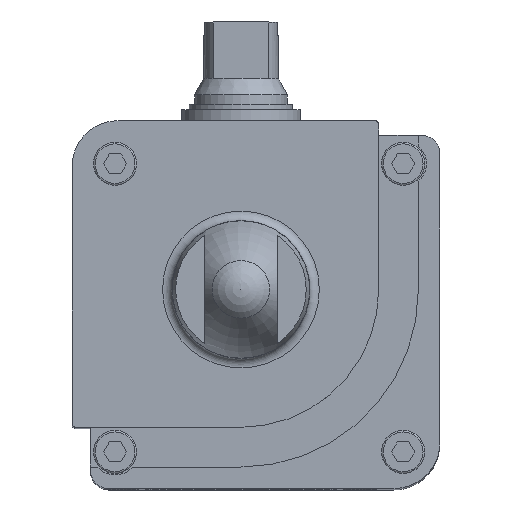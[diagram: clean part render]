
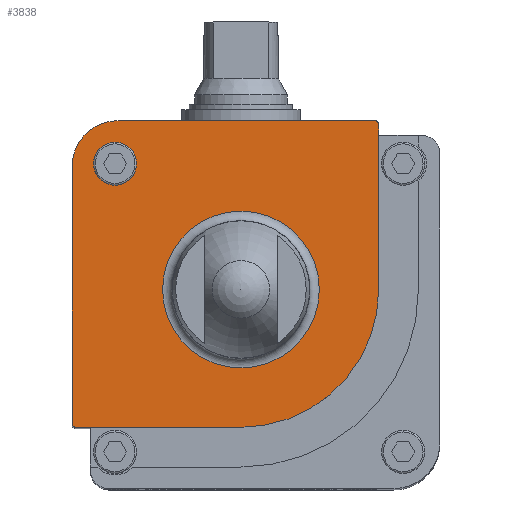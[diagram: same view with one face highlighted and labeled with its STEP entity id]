
A CAD part, top view. The second image highlights one B-rep face of the part: STEP entity #3838.
In plain terms, the highlighted planar face has unit normal (0, 0, 1).
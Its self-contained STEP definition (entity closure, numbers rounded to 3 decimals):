
#133=PLANE('',#4171);
#310=LINE('',#5959,#638);
#316=LINE('',#5974,#644);
#322=LINE('',#6016,#650);
#328=LINE('',#6039,#656);
#329=LINE('',#6046,#657);
#330=LINE('',#6050,#658);
#638=VECTOR('',#4664,1000.);
#644=VECTOR('',#4678,1000.);
#650=VECTOR('',#4724,1000.);
#656=VECTOR('',#4746,1000.);
#657=VECTOR('',#4757,1000.);
#658=VECTOR('',#4760,1000.);
#1085=ORIENTED_EDGE('',*,*,#2060,.T.);
#1086=ORIENTED_EDGE('',*,*,#2061,.F.);
#1087=ORIENTED_EDGE('',*,*,#2062,.T.);
#1088=ORIENTED_EDGE('',*,*,#2063,.F.);
#1089=ORIENTED_EDGE('',*,*,#2045,.T.);
#1090=ORIENTED_EDGE('',*,*,#2050,.T.);
#1091=ORIENTED_EDGE('',*,*,#2057,.T.);
#1092=ORIENTED_EDGE('',*,*,#2059,.T.);
#1093=ORIENTED_EDGE('',*,*,#2016,.T.);
#1094=ORIENTED_EDGE('',*,*,#2020,.T.);
#1095=ORIENTED_EDGE('',*,*,#2024,.T.);
#1096=ORIENTED_EDGE('',*,*,#2064,.T.);
#2016=EDGE_CURVE('',#2513,#2512,#310,.T.);
#2020=EDGE_CURVE('',#2512,#2515,#2853,.T.);
#2024=EDGE_CURVE('',#2515,#2517,#316,.T.);
#2045=EDGE_CURVE('',#2534,#2533,#322,.T.);
#2050=EDGE_CURVE('',#2533,#2536,#2870,.T.);
#2057=EDGE_CURVE('',#2536,#2542,#328,.T.);
#2059=EDGE_CURVE('',#2542,#2513,#2876,.T.);
#2060=EDGE_CURVE('',#2543,#2543,#2877,.T.);
#2061=EDGE_CURVE('',#2544,#2517,#329,.T.);
#2062=EDGE_CURVE('',#2544,#2545,#2878,.T.);
#2063=EDGE_CURVE('',#2534,#2545,#330,.T.);
#2064=EDGE_CURVE('',#2546,#2546,#2879,.T.);
#2512=VERTEX_POINT('',#5958);
#2513=VERTEX_POINT('',#5960);
#2515=VERTEX_POINT('',#5966);
#2517=VERTEX_POINT('',#5973);
#2533=VERTEX_POINT('',#6015);
#2534=VERTEX_POINT('',#6017);
#2536=VERTEX_POINT('',#6024);
#2542=VERTEX_POINT('',#6038);
#2543=VERTEX_POINT('',#6045);
#2544=VERTEX_POINT('',#6047);
#2545=VERTEX_POINT('',#6049);
#2546=VERTEX_POINT('',#6052);
#2853=CIRCLE('',#4138,1.2);
#2870=CIRCLE('',#4162,1.2);
#2876=CIRCLE('',#4170,13.888);
#2877=CIRCLE('',#4172,6.5);
#2878=CIRCLE('',#4173,41.6);
#2879=CIRCLE('',#4174,23.671);
#3052=EDGE_LOOP('',(#1085));
#3053=EDGE_LOOP('',(#1086,#1087,#1088,#1089,#1090,#1091,#1092,#1093,#1094,
#1095));
#3054=EDGE_LOOP('',(#1096));
#3420=FACE_BOUND('',#3052,.T.);
#3421=FACE_BOUND('',#3053,.T.);
#3422=FACE_BOUND('',#3054,.T.);
#3838=ADVANCED_FACE('',(#3420,#3421,#3422),#133,.T.);
#4138=AXIS2_PLACEMENT_3D('',#5967,#4671,#4672);
#4162=AXIS2_PLACEMENT_3D('',#6025,#4732,#4733);
#4170=AXIS2_PLACEMENT_3D('',#6042,#4751,#4752);
#4171=AXIS2_PLACEMENT_3D('',#6043,#4753,#4754);
#4172=AXIS2_PLACEMENT_3D('',#6044,#4755,#4756);
#4173=AXIS2_PLACEMENT_3D('',#6048,#4758,#4759);
#4174=AXIS2_PLACEMENT_3D('',#6051,#4761,#4762);
#4664=DIRECTION('',(0.,-1.,0.));
#4671=DIRECTION('',(0.,0.,1.));
#4672=DIRECTION('',(1.,0.,0.));
#4678=DIRECTION('',(1.,0.,0.));
#4724=DIRECTION('',(0.,1.,0.));
#4732=DIRECTION('',(0.,0.,1.));
#4733=DIRECTION('',(1.,0.,0.));
#4746=DIRECTION('',(-1.,0.,0.));
#4751=DIRECTION('',(0.,0.,1.));
#4752=DIRECTION('',(1.,0.,0.));
#4753=DIRECTION('',(0.,0.,1.));
#4754=DIRECTION('',(1.,0.,0.));
#4755=DIRECTION('',(0.,0.,-1.));
#4756=DIRECTION('',(-1.,0.,0.));
#4757=DIRECTION('',(-1.,0.,0.));
#4758=DIRECTION('',(0.,0.,1.));
#4759=DIRECTION('',(1.,0.,0.));
#4760=DIRECTION('',(0.,-1.,0.));
#4761=DIRECTION('',(0.,0.,-1.));
#4762=DIRECTION('',(-1.,0.,0.));
#5958=CARTESIAN_POINT('',(-51.,-40.38,123.95));
#5959=CARTESIAN_POINT('',(-51.,37.112,123.95));
#5960=CARTESIAN_POINT('',(-51.,37.112,123.95));
#5966=CARTESIAN_POINT('',(-49.8,-41.58,123.95));
#5967=CARTESIAN_POINT('',(-49.8,-40.38,123.95));
#5973=CARTESIAN_POINT('',(-45.45,-41.58,123.95));
#5974=CARTESIAN_POINT('',(-49.8,-41.58,123.95));
#6015=CARTESIAN_POINT('',(41.58,49.8,123.95));
#6016=CARTESIAN_POINT('',(41.58,46.556,123.95));
#6017=CARTESIAN_POINT('',(41.58,46.556,123.95));
#6024=CARTESIAN_POINT('',(40.38,51.,123.95));
#6025=CARTESIAN_POINT('',(40.38,49.8,123.95));
#6038=CARTESIAN_POINT('',(-37.112,51.,123.95));
#6039=CARTESIAN_POINT('',(40.38,51.,123.95));
#6042=CARTESIAN_POINT('',(-37.112,37.112,123.95));
#6043=CARTESIAN_POINT('',(-49.8,-40.38,123.95));
#6044=CARTESIAN_POINT('',(-38.,38.,123.95));
#6045=CARTESIAN_POINT('',(-44.5,38.,123.95));
#6046=CARTESIAN_POINT('',(-0.018,-41.6,123.95));
#6047=CARTESIAN_POINT('',(-0.018,-41.6,123.95));
#6048=CARTESIAN_POINT('',(0.,0.,123.95));
#6049=CARTESIAN_POINT('',(41.6,0.018,123.95));
#6050=CARTESIAN_POINT('',(41.58,46.556,123.95));
#6051=CARTESIAN_POINT('',(0.,0.,123.95));
#6052=CARTESIAN_POINT('',(-23.671,0.,123.95));
